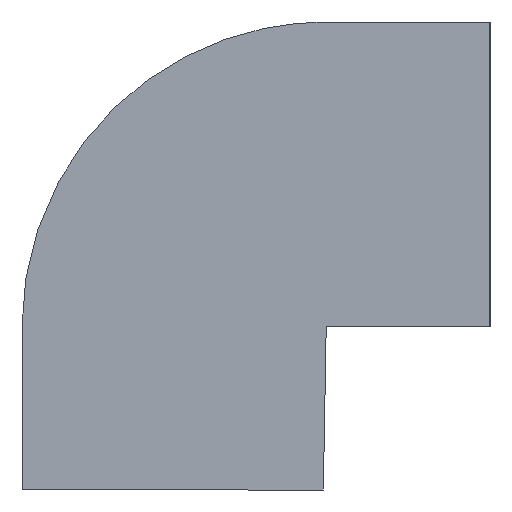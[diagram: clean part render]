
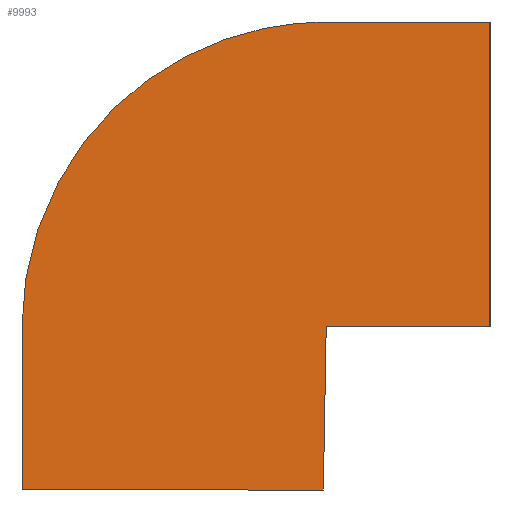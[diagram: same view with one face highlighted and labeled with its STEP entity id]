
A CAD part, left-side view. The second image highlights one B-rep face of the part: STEP entity #9993.
In plain terms, the highlighted planar face has unit normal (-1, 0, 0.018).
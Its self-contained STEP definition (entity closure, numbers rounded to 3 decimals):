
#234 = CARTESIAN_POINT ( 'NONE',  ( -21.25, 0., 0. ) ) ;
#267 = LINE ( 'NONE', #7637, #8437 ) ;
#408 = VERTEX_POINT ( 'NONE', #8917 ) ;
#411 = LINE ( 'NONE', #4801, #8557 ) ;
#632 = EDGE_CURVE ( 'NONE', #4266, #9180, #7450, .T. ) ;
#1025 = ORIENTED_EDGE ( 'NONE', *, *, #4955, .F. ) ;
#1358 = LINE ( 'NONE', #7745, #9544 ) ;
#1529 = VERTEX_POINT ( 'NONE', #6720 ) ;
#1624 = DIRECTION ( 'NONE',  ( 0., 1., 0. ) ) ;
#1633 = VECTOR ( 'NONE', #9244, 1000. ) ;
#2526 = CARTESIAN_POINT ( 'NONE',  ( -21.25, 14., 0. ) ) ;
#2625 = DIRECTION ( 'NONE',  ( -1., 0., 0.017 ) ) ;
#2699 = EDGE_LOOP ( 'NONE', ( #1025, #6302, #8968, #8462, #4042, #4777, #7638 ) ) ;
#2735 = CARTESIAN_POINT ( 'NONE',  ( -21.25, 14., 0. ) ) ;
#3302 = LINE ( 'NONE', #8218, #9130 ) ;
#3540 = VECTOR ( 'NONE', #3879, 1000. ) ;
#3705 = CARTESIAN_POINT ( 'NONE',  ( -21.237, 0., 0.742 ) ) ;
#3879 = DIRECTION ( 'NONE',  ( 0., -1., 0. ) ) ;
#3925 = VERTEX_POINT ( 'NONE', #4388 ) ;
#4042 = ORIENTED_EDGE ( 'NONE', *, *, #4376, .F. ) ;
#4266 = VERTEX_POINT ( 'NONE', #4895 ) ;
#4285 = DIRECTION ( 'NONE',  ( -0.017, 0.017, -1. ) ) ;
#4376 = EDGE_CURVE ( 'NONE', #1529, #9693, #3302, .T. ) ;
#4388 = CARTESIAN_POINT ( 'NONE',  ( -21.704, 40., -26. ) ) ;
#4402 = EDGE_CURVE ( 'NONE', #3925, #8158, #4721, .T. ) ;
#4721 =( BOUNDED_CURVE ( )  B_SPLINE_CURVE ( 3, ( #9864, #6637, #7460, #2735 ),
 .UNSPECIFIED., .F., .T. ) 
 B_SPLINE_CURVE_WITH_KNOTS ( ( 4, 4 ),
 ( 1.571, 3.142 ),
 .UNSPECIFIED. ) 
 CURVE ( )  GEOMETRIC_REPRESENTATION_ITEM ( )  RATIONAL_B_SPLINE_CURVE ( ( 1., 0.805, 0.805, 1. ) ) 
 REPRESENTATION_ITEM ( '' )  );
#4777 = ORIENTED_EDGE ( 'NONE', *, *, #7992, .F. ) ;
#4801 = CARTESIAN_POINT ( 'NONE',  ( -21.704, 14., -26. ) ) ;
#4895 = CARTESIAN_POINT ( 'NONE',  ( -21.25, 0., 0. ) ) ;
#4955 = EDGE_CURVE ( 'NONE', #8158, #4266, #5645, .T. ) ;
#5575 = FACE_OUTER_BOUND ( 'NONE', #2699, .T. ) ;
#5645 = LINE ( 'NONE', #6199, #3540 ) ;
#6199 = CARTESIAN_POINT ( 'NONE',  ( -21.25, 0., 0. ) ) ;
#6302 = ORIENTED_EDGE ( 'NONE', *, *, #4402, .F. ) ;
#6637 = CARTESIAN_POINT ( 'NONE',  ( -21.438, 40., -10.77 ) ) ;
#6720 = CARTESIAN_POINT ( 'NONE',  ( -21.704, 14., -26. ) ) ;
#7241 = AXIS2_PLACEMENT_3D ( 'NONE', #234, #2625, #8148 ) ;
#7355 = PLANE ( 'NONE',  #7241 ) ;
#7450 = LINE ( 'NONE', #3705, #1633 ) ;
#7460 = CARTESIAN_POINT ( 'NONE',  ( -21.25, 29.23, 0. ) ) ;
#7637 = CARTESIAN_POINT ( 'NONE',  ( -21.948, 14., -40. ) ) ;
#7638 = ORIENTED_EDGE ( 'NONE', *, *, #632, .F. ) ;
#7745 = CARTESIAN_POINT ( 'NONE',  ( -21.691, 40., -25.25 ) ) ;
#7992 = EDGE_CURVE ( 'NONE', #9180, #1529, #411, .T. ) ;
#8148 = DIRECTION ( 'NONE',  ( 0.017, 0., 1. ) ) ;
#8158 = VERTEX_POINT ( 'NONE', #2526 ) ;
#8218 = CARTESIAN_POINT ( 'NONE',  ( -21.691, 13.987, -25.251 ) ) ;
#8386 = EDGE_CURVE ( 'NONE', #9693, #408, #267, .T. ) ;
#8437 = VECTOR ( 'NONE', #10084, 1000. ) ;
#8462 = ORIENTED_EDGE ( 'NONE', *, *, #8386, .F. ) ;
#8542 = DIRECTION ( 'NONE',  ( 0.017, 0., 1. ) ) ;
#8557 = VECTOR ( 'NONE', #1624, 1000. ) ;
#8917 = CARTESIAN_POINT ( 'NONE',  ( -21.948, 40., -40. ) ) ;
#8968 = ORIENTED_EDGE ( 'NONE', *, *, #9609, .F. ) ;
#9130 = VECTOR ( 'NONE', #4285, 1000. ) ;
#9180 = VERTEX_POINT ( 'NONE', #9407 ) ;
#9244 = DIRECTION ( 'NONE',  ( -0.017, 0., -1. ) ) ;
#9407 = CARTESIAN_POINT ( 'NONE',  ( -21.704, 0., -26. ) ) ;
#9544 = VECTOR ( 'NONE', #8542, 1000. ) ;
#9609 = EDGE_CURVE ( 'NONE', #408, #3925, #1358, .T. ) ;
#9693 = VERTEX_POINT ( 'NONE', #10356 ) ;
#9864 = CARTESIAN_POINT ( 'NONE',  ( -21.704, 40., -26. ) ) ;
#9993 = ADVANCED_FACE ( 'NONE', ( #5575 ), #7355, .T. ) ;
#10084 = DIRECTION ( 'NONE',  ( 0., 1., 0. ) ) ;
#10356 = CARTESIAN_POINT ( 'NONE',  ( -21.948, 14.244, -40. ) ) ;
